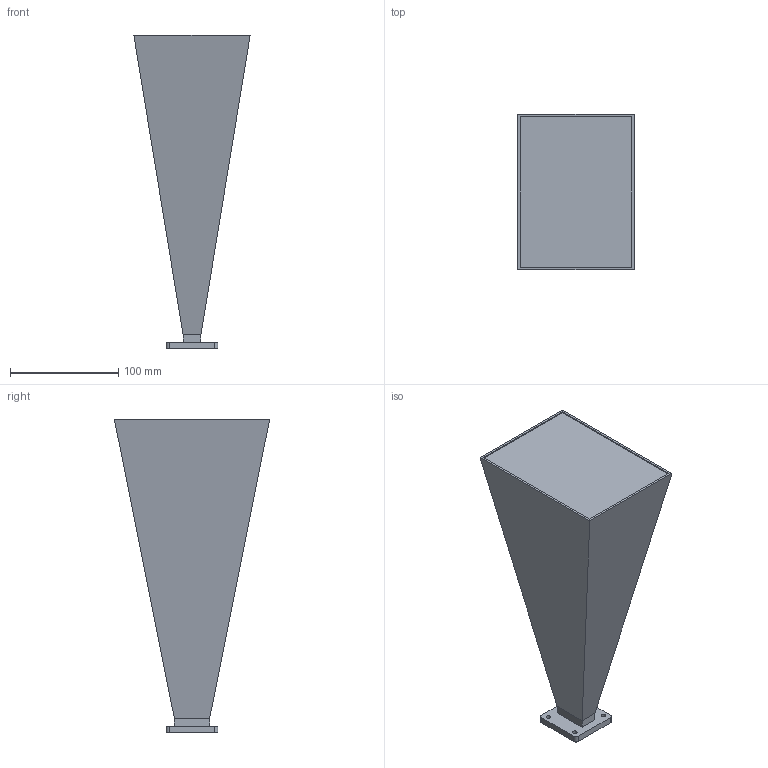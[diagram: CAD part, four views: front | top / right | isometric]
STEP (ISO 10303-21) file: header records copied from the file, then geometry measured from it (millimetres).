
FILE_DESCRIPTION (( 'STEP AP214' ), '1' );
FILE_NAME ('AR-H1.STEP', '2024-10-23T17:49:58', ( '' ), ( '' ), 'SwSTEP 2.0', 'SolidWorks 2021', '' );
FILE_SCHEMA (( 'AUTOMOTIVE_DESIGN' ));
Length unit declared in the file: millimetre
Products named in the file (1): AR-H1
Bounding box: 107.45 x 143.44 x 290 mm (x, y, z)
Volume: 1744926.7 mm3; surface area: 108775.3 mm2
Topology: 2 solids, 2 shells, 43 faces, 108 edges, 72 vertices
Faces by surface type: plane 31, cylinder 12
Entity records: 1345 total; most frequent: CARTESIAN_POINT 224, DIRECTION 220, ORIENTED_EDGE 216, EDGE_CURVE 108, VECTOR 84, LINE 84, VERTEX_POINT 72, AXIS2_PLACEMENT_3D 68
